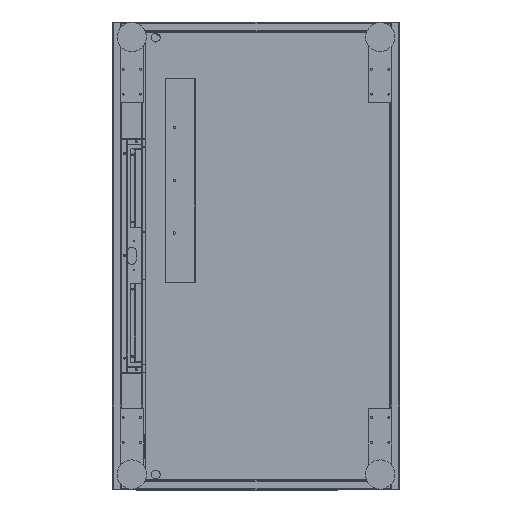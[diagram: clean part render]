
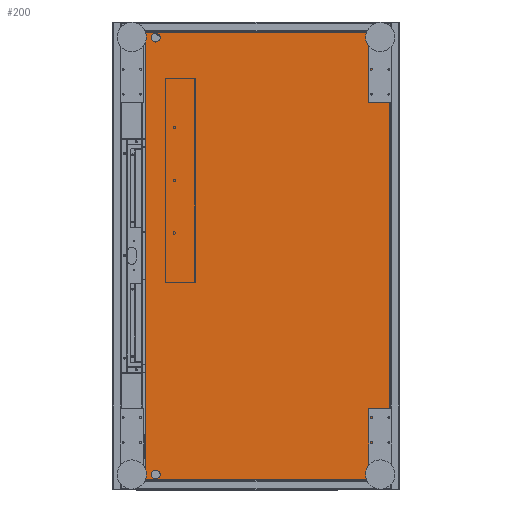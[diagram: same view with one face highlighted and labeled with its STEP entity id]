
A CAD part, front view. The second image highlights one B-rep face of the part: STEP entity #200.
In plain terms, the highlighted planar face has unit normal (0, -1, 0).
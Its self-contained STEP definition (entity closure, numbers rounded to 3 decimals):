
#200 = ADVANCED_FACE ( 'NONE', ( #35984, #18195, #54137, #22785, #63896 ), #7494, .F. ) ;
#1028 = CARTESIAN_POINT ( 'NONE',  ( -384., 13.5, -762.5 ) ) ;
#1032 = CIRCLE ( 'NONE', #14095, 15. ) ;
#1053 = CARTESIAN_POINT ( 'NONE',  ( -417.5, 13.5, 766. ) ) ;
#1138 = CARTESIAN_POINT ( 'NONE',  ( 417.5, 13.5, -766. ) ) ;
#1425 = DIRECTION ( 'NONE',  ( 0., 0., 1. ) ) ;
#3139 = LINE ( 'NONE', #53379, #30161 ) ;
#3364 = DIRECTION ( 'NONE',  ( 0., 1., 0. ) ) ;
#3927 = CARTESIAN_POINT ( 'NONE',  ( -384., 13.5, 732.5 ) ) ;
#4131 = VERTEX_POINT ( 'NONE', #1138 ) ;
#4972 = CARTESIAN_POINT ( 'NONE',  ( -384., 13.5, 747.5 ) ) ;
#5063 = CARTESIAN_POINT ( 'NONE',  ( -384., 13.5, 762.5 ) ) ;
#6005 = CIRCLE ( 'NONE', #59921, 15. ) ;
#6123 = AXIS2_PLACEMENT_3D ( 'NONE', #69783, #36841, #50046 ) ;
#6337 = EDGE_LOOP ( 'NONE', ( #11010, #15479 ) ) ;
#7358 = AXIS2_PLACEMENT_3D ( 'NONE', #53265, #78379, #47071 ) ;
#7494 = PLANE ( 'NONE',  #44479 ) ;
#8000 = CARTESIAN_POINT ( 'NONE',  ( -384., 13.5, 747.5 ) ) ;
#9240 = DIRECTION ( 'NONE',  ( 0., 1., 0. ) ) ;
#9696 = CARTESIAN_POINT ( 'NONE',  ( -384., 13.5, -732.5 ) ) ;
#9978 = EDGE_CURVE ( 'NONE', #18469, #61501, #1032, .T. ) ;
#10086 = DIRECTION ( 'NONE',  ( 0., 0., -1. ) ) ;
#11010 = ORIENTED_EDGE ( 'NONE', *, *, #46483, .T. ) ;
#11974 = EDGE_CURVE ( 'NONE', #4131, #57927, #3139, .T. ) ;
#14095 = AXIS2_PLACEMENT_3D ( 'NONE', #70862, #26394, #63447 ) ;
#14136 = CARTESIAN_POINT ( 'NONE',  ( -417.5, 13.5, -767.5 ) ) ;
#15013 = EDGE_CURVE ( 'NONE', #35604, #79461, #63363, .T. ) ;
#15171 = VERTEX_POINT ( 'NONE', #53219 ) ;
#15479 = ORIENTED_EDGE ( 'NONE', *, *, #15013, .T. ) ;
#17269 = EDGE_LOOP ( 'NONE', ( #46322, #42678 ) ) ;
#18195 = FACE_BOUND ( 'NONE', #17269, .T. ) ;
#18469 = VERTEX_POINT ( 'NONE', #41398 ) ;
#19746 = EDGE_CURVE ( 'NONE', #37938, #66204, #69256, .T. ) ;
#21262 = AXIS2_PLACEMENT_3D ( 'NONE', #4972, #30086, #55239 ) ;
#22023 = DIRECTION ( 'NONE',  ( -1., 0., 0. ) ) ;
#22785 = FACE_BOUND ( 'NONE', #39301, .T. ) ;
#23281 = EDGE_CURVE ( 'NONE', #23719, #15171, #55243, .T. ) ;
#23719 = VERTEX_POINT ( 'NONE', #1053 ) ;
#23895 = CARTESIAN_POINT ( 'NONE',  ( -419., 13.5, 766. ) ) ;
#24203 = ORIENTED_EDGE ( 'NONE', *, *, #11974, .F. ) ;
#25220 = DIRECTION ( 'NONE',  ( 0., 1., 0. ) ) ;
#26394 = DIRECTION ( 'NONE',  ( 0., 1., 0. ) ) ;
#26413 = CARTESIAN_POINT ( 'NONE',  ( -384., 13.5, -747.5 ) ) ;
#27210 = DIRECTION ( 'NONE',  ( 0., 1., 0. ) ) ;
#28453 = EDGE_CURVE ( 'NONE', #74318, #38093, #54462, .T. ) ;
#29026 = DIRECTION ( 'NONE',  ( 0., 0., 1. ) ) ;
#29055 = LINE ( 'NONE', #46798, #58003 ) ;
#30086 = DIRECTION ( 'NONE',  ( 0., 1., 0. ) ) ;
#30161 = VECTOR ( 'NONE', #22023, 1000. ) ;
#31280 = EDGE_CURVE ( 'NONE', #66204, #37938, #40447, .T. ) ;
#31379 = ORIENTED_EDGE ( 'NONE', *, *, #43510, .T. ) ;
#32037 = AXIS2_PLACEMENT_3D ( 'NONE', #26413, #27210, #44968 ) ;
#32680 = ORIENTED_EDGE ( 'NONE', *, *, #23281, .F. ) ;
#33123 = DIRECTION ( 'NONE',  ( 0., 0., 1. ) ) ;
#34585 = EDGE_CURVE ( 'NONE', #57927, #23719, #40499, .T. ) ;
#34662 = DIRECTION ( 'NONE',  ( 0., 0., 1. ) ) ;
#35604 = VERTEX_POINT ( 'NONE', #3927 ) ;
#35984 = FACE_BOUND ( 'NONE', #44746, .T. ) ;
#36841 = DIRECTION ( 'NONE',  ( 0., 1., 0. ) ) ;
#37938 = VERTEX_POINT ( 'NONE', #78932 ) ;
#38093 = VERTEX_POINT ( 'NONE', #9696 ) ;
#38800 = CARTESIAN_POINT ( 'NONE',  ( 0., 13.5, 0. ) ) ;
#39148 = AXIS2_PLACEMENT_3D ( 'NONE', #47444, #3364, #34662 ) ;
#39301 = EDGE_LOOP ( 'NONE', ( #70069, #69243 ) ) ;
#40447 = CIRCLE ( 'NONE', #39148, 15. ) ;
#40499 = LINE ( 'NONE', #14136, #63110 ) ;
#41398 = CARTESIAN_POINT ( 'NONE',  ( 384., 13.5, 762.5 ) ) ;
#42678 = ORIENTED_EDGE ( 'NONE', *, *, #28453, .T. ) ;
#43510 = EDGE_CURVE ( 'NONE', #61501, #18469, #6005, .T. ) ;
#43831 = EDGE_CURVE ( 'NONE', #38093, #74318, #75808, .T. ) ;
#44479 = AXIS2_PLACEMENT_3D ( 'NONE', #38800, #25220, #69692 ) ;
#44746 = EDGE_LOOP ( 'NONE', ( #77981, #31379 ) ) ;
#44968 = DIRECTION ( 'NONE',  ( 0., 0., 1. ) ) ;
#45471 = CARTESIAN_POINT ( 'NONE',  ( -417.5, 13.5, -766. ) ) ;
#46322 = ORIENTED_EDGE ( 'NONE', *, *, #43831, .T. ) ;
#46483 = EDGE_CURVE ( 'NONE', #79461, #35604, #75972, .T. ) ;
#46798 = CARTESIAN_POINT ( 'NONE',  ( 417.5, 13.5, -767.5 ) ) ;
#47071 = DIRECTION ( 'NONE',  ( 0., 0., 1. ) ) ;
#47444 = CARTESIAN_POINT ( 'NONE',  ( 384., 13.5, -747.5 ) ) ;
#48377 = AXIS2_PLACEMENT_3D ( 'NONE', #8000, #56341, #33123 ) ;
#49067 = DIRECTION ( 'NONE',  ( 1., 0., 0. ) ) ;
#49950 = EDGE_LOOP ( 'NONE', ( #52364, #32680, #75415, #24203 ) ) ;
#50046 = DIRECTION ( 'NONE',  ( 0., 0., 1. ) ) ;
#51303 = EDGE_CURVE ( 'NONE', #15171, #4131, #29055, .T. ) ;
#52364 = ORIENTED_EDGE ( 'NONE', *, *, #51303, .F. ) ;
#53219 = CARTESIAN_POINT ( 'NONE',  ( 417.5, 13.5, 766. ) ) ;
#53265 = CARTESIAN_POINT ( 'NONE',  ( -384., 13.5, -747.5 ) ) ;
#53379 = CARTESIAN_POINT ( 'NONE',  ( -419., 13.5, -766. ) ) ;
#54137 = FACE_BOUND ( 'NONE', #6337, .T. ) ;
#54462 = CIRCLE ( 'NONE', #32037, 15. ) ;
#54544 = CARTESIAN_POINT ( 'NONE',  ( 384., 13.5, -732.5 ) ) ;
#55239 = DIRECTION ( 'NONE',  ( 0., 0., 1. ) ) ;
#55243 = LINE ( 'NONE', #23895, #80149 ) ;
#56341 = DIRECTION ( 'NONE',  ( 0., 1., 0. ) ) ;
#57927 = VERTEX_POINT ( 'NONE', #45471 ) ;
#58003 = VECTOR ( 'NONE', #10086, 1000. ) ;
#59921 = AXIS2_PLACEMENT_3D ( 'NONE', #78075, #9240, #29026 ) ;
#61501 = VERTEX_POINT ( 'NONE', #75949 ) ;
#63110 = VECTOR ( 'NONE', #1425, 1000. ) ;
#63363 = CIRCLE ( 'NONE', #21262, 15. ) ;
#63447 = DIRECTION ( 'NONE',  ( 0., 0., 1. ) ) ;
#63896 = FACE_OUTER_BOUND ( 'NONE', #49950, .T. ) ;
#66204 = VERTEX_POINT ( 'NONE', #54544 ) ;
#69243 = ORIENTED_EDGE ( 'NONE', *, *, #19746, .T. ) ;
#69256 = CIRCLE ( 'NONE', #6123, 15. ) ;
#69692 = DIRECTION ( 'NONE',  ( 1., 0., 0. ) ) ;
#69783 = CARTESIAN_POINT ( 'NONE',  ( 384., 13.5, -747.5 ) ) ;
#70069 = ORIENTED_EDGE ( 'NONE', *, *, #31280, .T. ) ;
#70862 = CARTESIAN_POINT ( 'NONE',  ( 384., 13.5, 747.5 ) ) ;
#74318 = VERTEX_POINT ( 'NONE', #1028 ) ;
#75415 = ORIENTED_EDGE ( 'NONE', *, *, #34585, .F. ) ;
#75808 = CIRCLE ( 'NONE', #7358, 15. ) ;
#75949 = CARTESIAN_POINT ( 'NONE',  ( 384., 13.5, 732.5 ) ) ;
#75972 = CIRCLE ( 'NONE', #48377, 15. ) ;
#77981 = ORIENTED_EDGE ( 'NONE', *, *, #9978, .T. ) ;
#78075 = CARTESIAN_POINT ( 'NONE',  ( 384., 13.5, 747.5 ) ) ;
#78379 = DIRECTION ( 'NONE',  ( 0., 1., 0. ) ) ;
#78932 = CARTESIAN_POINT ( 'NONE',  ( 384., 13.5, -762.5 ) ) ;
#79461 = VERTEX_POINT ( 'NONE', #5063 ) ;
#80149 = VECTOR ( 'NONE', #49067, 1000. ) ;
